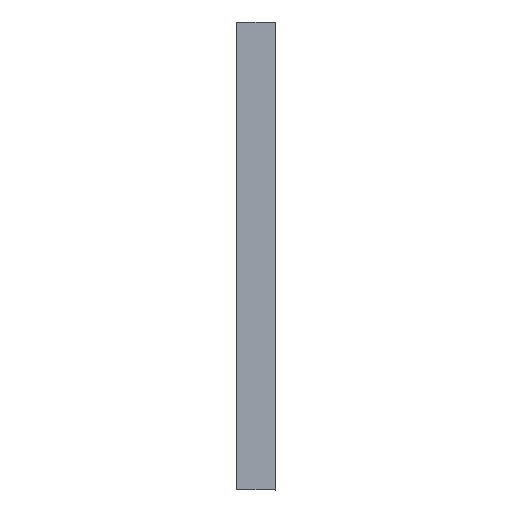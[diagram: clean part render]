
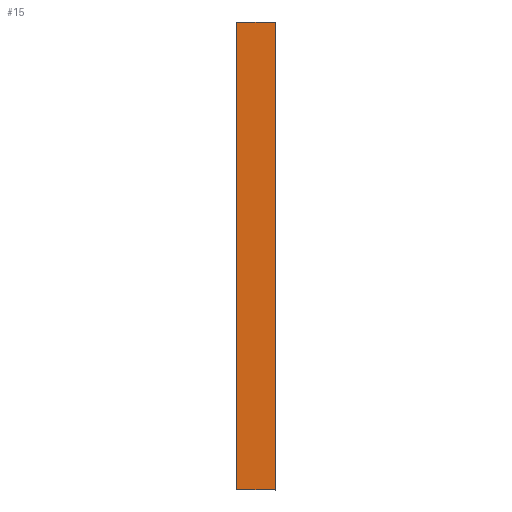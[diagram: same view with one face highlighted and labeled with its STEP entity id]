
A CAD part, left-side view. The second image highlights one B-rep face of the part: STEP entity #15.
In plain terms, the highlighted free-form (B-spline) face has degree [3, 1] with [4, 2] control points.
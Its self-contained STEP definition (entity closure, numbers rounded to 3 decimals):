
#15=ADVANCED_FACE('',(#129),#1505,.T.);
#129=FACE_OUTER_BOUND('',#243,.T.);
#243=EDGE_LOOP('',(#360,#361,#362,#363));
#360=ORIENTED_EDGE('',*,*,#924,.T.);
#361=ORIENTED_EDGE('',*,*,#822,.T.);
#362=ORIENTED_EDGE('',*,*,#841,.T.);
#363=ORIENTED_EDGE('',*,*,#823,.T.);
#822=EDGE_CURVE('',#1289,#1290,#1086,.T.);
#823=EDGE_CURVE('',#1291,#1288,#1087,.T.);
#841=EDGE_CURVE('',#1290,#1291,#1099,.T.);
#924=EDGE_CURVE('',#1288,#1289,#1166,.T.);
#1086=B_SPLINE_CURVE_WITH_KNOTS('',1,(#2712,#2713),.UNSPECIFIED.,.F.,.F.,
(2,2),(-164.,0.),.UNSPECIFIED.);
#1087=B_SPLINE_CURVE_WITH_KNOTS('',1,(#2714,#2715),.UNSPECIFIED.,.F.,.F.,
(2,2),(0.,164.),.UNSPECIFIED.);
#1099=B_SPLINE_CURVE_WITH_KNOTS('',1,(#2756,#2757),.UNSPECIFIED.,.F.,.F.,
(2,2),(-2000.,0.),.UNSPECIFIED.);
#1166=B_SPLINE_CURVE_WITH_KNOTS('',1,(#3066,#3067),.UNSPECIFIED.,.F.,.F.,
(2,2),(0.,2000.),.UNSPECIFIED.);
#1288=VERTEX_POINT('',#2592);
#1289=VERTEX_POINT('',#2593);
#1290=VERTEX_POINT('',#2594);
#1291=VERTEX_POINT('',#2595);
#1505=B_SPLINE_SURFACE_WITH_KNOTS('',3,1,((#1764,#1765),(#1766,#1767),(#1768,
#1769),(#1770,#1771)),.UNSPECIFIED.,.F.,.F.,.F.,(4,4),(2,2),(0.,2000.),
(-164.,0.),.UNSPECIFIED.);
#1764=CARTESIAN_POINT('',(0.,67.,2000.));
#1765=CARTESIAN_POINT('',(0.,-97.,2000.));
#1766=CARTESIAN_POINT('',(0.,67.,1333.333));
#1767=CARTESIAN_POINT('',(0.,-97.,1333.333));
#1768=CARTESIAN_POINT('',(0.,67.,666.667));
#1769=CARTESIAN_POINT('',(0.,-97.,666.667));
#1770=CARTESIAN_POINT('',(0.,67.,0.));
#1771=CARTESIAN_POINT('',(0.,-97.,0.));
#2592=CARTESIAN_POINT('',(0.,67.,2000.));
#2593=CARTESIAN_POINT('',(0.,67.,0.));
#2594=CARTESIAN_POINT('',(0.,-97.,0.));
#2595=CARTESIAN_POINT('',(0.,-97.,2000.));
#2712=CARTESIAN_POINT('',(0.,67.,0.));
#2713=CARTESIAN_POINT('',(0.,-97.,0.));
#2714=CARTESIAN_POINT('',(0.,-97.,2000.));
#2715=CARTESIAN_POINT('',(0.,67.,2000.));
#2756=CARTESIAN_POINT('',(0.,-97.,0.));
#2757=CARTESIAN_POINT('',(0.,-97.,2000.));
#3066=CARTESIAN_POINT('',(0.,67.,2000.));
#3067=CARTESIAN_POINT('',(0.,67.,0.));
